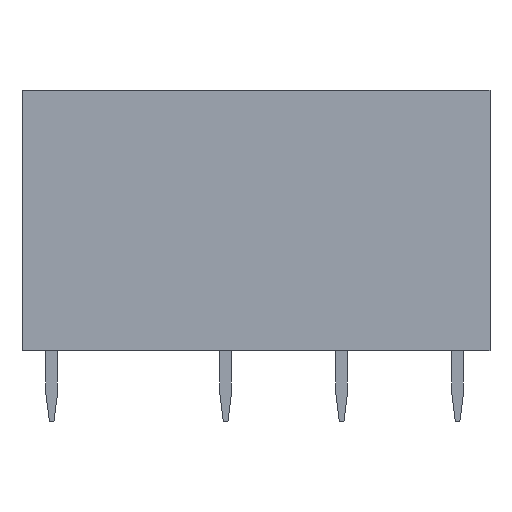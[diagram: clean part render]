
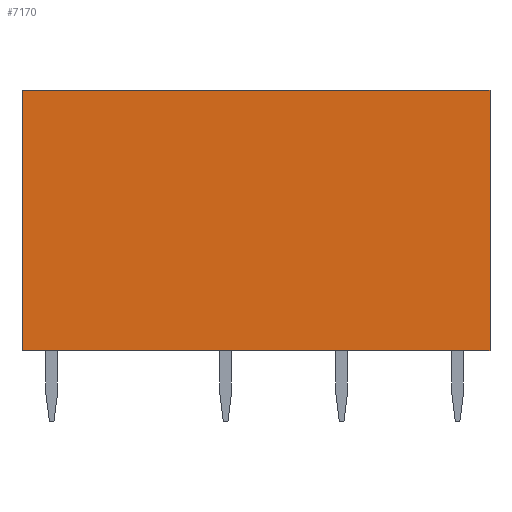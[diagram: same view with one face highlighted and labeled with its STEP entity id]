
A CAD part, front view. The second image highlights one B-rep face of the part: STEP entity #7170.
In plain terms, the highlighted planar face has unit normal (0, -1, 0).
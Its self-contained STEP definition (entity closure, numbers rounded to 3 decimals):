
#467 = LINE ( 'NONE', #7823, #7441 ) ;
#888 = VECTOR ( 'NONE', #13968, 1000. ) ;
#1109 = ORIENTED_EDGE ( 'NONE', *, *, #7859, .T. ) ;
#1838 = CARTESIAN_POINT ( 'NONE',  ( 10.25, -5.05, -0.4 ) ) ;
#1900 = CARTESIAN_POINT ( 'NONE',  ( 10.25, -5.05, 11. ) ) ;
#3137 = DIRECTION ( 'NONE',  ( -1., 0., 0. ) ) ;
#3435 = VERTEX_POINT ( 'NONE', #6387 ) ;
#3616 = LINE ( 'NONE', #8480, #13330 ) ;
#4301 = VERTEX_POINT ( 'NONE', #1900 ) ;
#5109 = LINE ( 'NONE', #14942, #888 ) ;
#5183 = FACE_OUTER_BOUND ( 'NONE', #5409, .T. ) ;
#5409 = EDGE_LOOP ( 'NONE', ( #1109, #10282, #11194, #10120 ) ) ;
#5734 = VERTEX_POINT ( 'NONE', #6576 ) ;
#5805 = EDGE_CURVE ( 'NONE', #5734, #7029, #15207, .T. ) ;
#5991 = AXIS2_PLACEMENT_3D ( 'NONE', #11563, #15078, #6368 ) ;
#6213 = EDGE_CURVE ( 'NONE', #4301, #5734, #467, .T. ) ;
#6368 = DIRECTION ( 'NONE',  ( 0., 0., 1. ) ) ;
#6387 = CARTESIAN_POINT ( 'NONE',  ( -10.25, -5.05, 11. ) ) ;
#6576 = CARTESIAN_POINT ( 'NONE',  ( 10.25, -5.05, -0.4 ) ) ;
#7029 = VERTEX_POINT ( 'NONE', #14525 ) ;
#7170 = ADVANCED_FACE ( 'NONE', ( #5183 ), #10133, .F. ) ;
#7441 = VECTOR ( 'NONE', #13752, 1000. ) ;
#7823 = CARTESIAN_POINT ( 'NONE',  ( 10.25, -5.05, 11. ) ) ;
#7859 = EDGE_CURVE ( 'NONE', #3435, #7029, #3616, .T. ) ;
#8480 = CARTESIAN_POINT ( 'NONE',  ( -10.25, -5.05, 11. ) ) ;
#10120 = ORIENTED_EDGE ( 'NONE', *, *, #10512, .F. ) ;
#10133 = PLANE ( 'NONE',  #5991 ) ;
#10282 = ORIENTED_EDGE ( 'NONE', *, *, #5805, .F. ) ;
#10512 = EDGE_CURVE ( 'NONE', #3435, #4301, #5109, .T. ) ;
#11194 = ORIENTED_EDGE ( 'NONE', *, *, #6213, .F. ) ;
#11563 = CARTESIAN_POINT ( 'NONE',  ( -10.25, -5.05, 11. ) ) ;
#13127 = VECTOR ( 'NONE', #3137, 1000. ) ;
#13330 = VECTOR ( 'NONE', #13612, 1000. ) ;
#13612 = DIRECTION ( 'NONE',  ( 0., 0., -1. ) ) ;
#13752 = DIRECTION ( 'NONE',  ( 0., 0., -1. ) ) ;
#13968 = DIRECTION ( 'NONE',  ( 1., 0., 0. ) ) ;
#14525 = CARTESIAN_POINT ( 'NONE',  ( -10.25, -5.05, -0.4 ) ) ;
#14942 = CARTESIAN_POINT ( 'NONE',  ( -10.25, -5.05, 11. ) ) ;
#15078 = DIRECTION ( 'NONE',  ( 0., 1., 0. ) ) ;
#15207 = LINE ( 'NONE', #1838, #13127 ) ;
